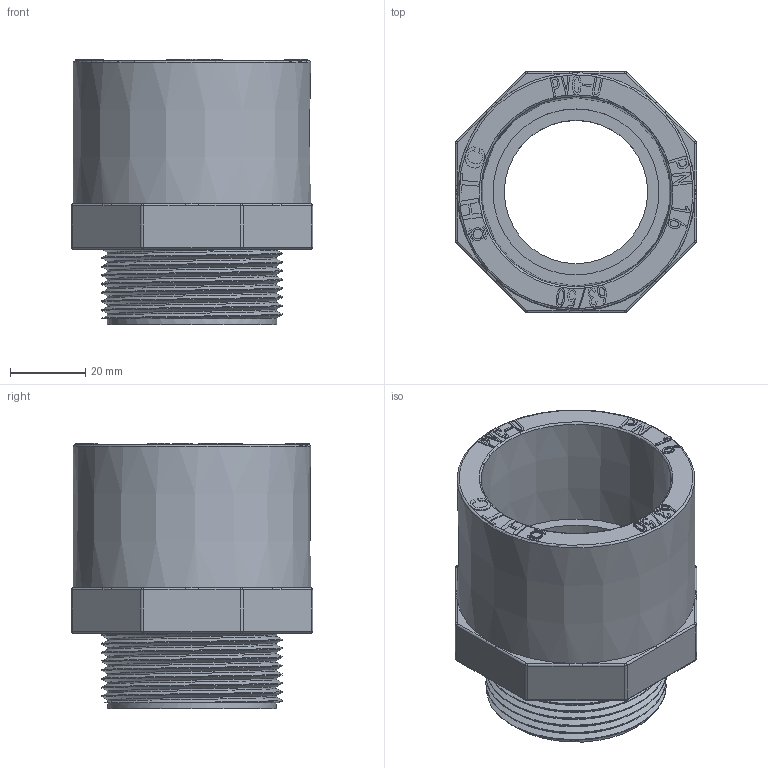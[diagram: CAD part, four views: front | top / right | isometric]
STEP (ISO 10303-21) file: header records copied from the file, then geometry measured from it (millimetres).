
FILE_DESCRIPTION(/* description */ (''),/* implementation_level */ '2;1');
FILE_NAME(/* name */ '50-63X1-1÷2内外插内螺纹变接头.stp',/* time_stamp */ '2024-03-25T16:30:10+08:00',/* author */ (''),/* organization */ (''),/* preprocessor_version */ 'ST-DEVELOPER v16',/* originating_system */ 'SIEMENS PLM Software NX 10.0',/* authorisation */ '');
FILE_SCHEMA (('AUTOMOTIVE_DESIGN { 1 0 10303 214 3 1 1 1 }'));
Length unit declared in the file: millimetre
Products named in the file (1): gelv1410B640vnwl
Bounding box: 64 x 64 x 70.3 mm (x, y, z)
Volume: 80544.8 mm3; surface area: 29717.7 mm2
Topology: 1 solids, 1 shells, 841 faces, 2381 edges, 1569 vertices
Faces by surface type: plane 751, cylinder 50, bspline 26, extrusion 9, torus 3, cone 2
Full cylindrical faces by diameter (mm): 2.515 x1, 3.353 x1, 38 x1, 44 x1, 44.845 x8
Entity records: 31946 total; most frequent: CARTESIAN_POINT 13241, ORIENTED_EDGE 4682, DIRECTION 2644, EDGE_CURVE 2341, VERTEX_POINT 1547, B_SPLINE_CURVE_WITH_KNOTS 1439, AXIS2_PLACEMENT_3D 925, EDGE_LOOP 872
